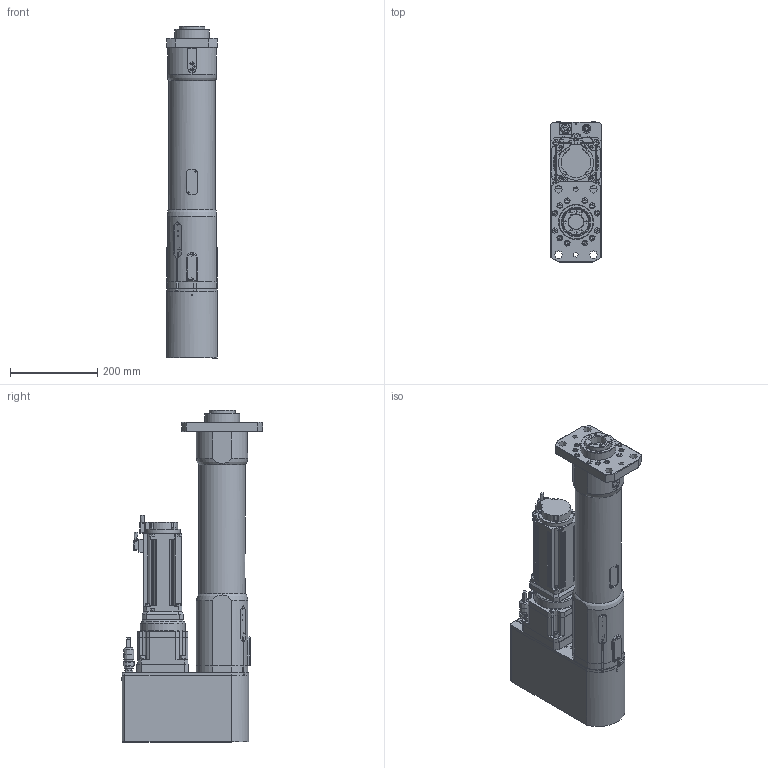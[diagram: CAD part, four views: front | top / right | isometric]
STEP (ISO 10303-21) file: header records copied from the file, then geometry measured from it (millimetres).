
FILE_DESCRIPTION(/* description */ (''),/* implementation_level */ '2;1');
FILE_NAME(/* name */ 'DPS-501R4H-20FB(DU-P236)_OUTLINE.stp',/* time_stamp */ '2014-10-31T11:33:23+09:00',/* author */ ('inoue'),/* organization */ (''),/* preprocessor_version */ 'ST-DEVELOPER v15.6',/* originating_system */ 'Autodesk Inventor 2015',/* authorisation */ '');
FILE_SCHEMA (('AUTOMOTIVE_DESIGN { 1 0 10303 214 3 1 1 }'));
Length unit declared in the file: millimetre
Products named in the file (3): DPS-501R4H-20FB_OUTLINE_BODY; DPS-501RM4H-20FB_OUTLINE_ﾗﾑｼﾞｸ; DPS-501R4H-20FB_OUTLINE
Bounding box: 115 x 323 x 760 mm (x, y, z)
Volume: 13719583 mm3; surface area: 848351.5 mm2
Topology: 3 solids, 3 shells, 1397 faces, 3528 edges, 2240 vertices
Faces by surface type: plane 750, cylinder 429, cone 105, torus 74, bspline 38, sphere 1
Full cylindrical faces by diameter (mm): 2.459 x2, 3.242 x4, 4 x1, 4.134 x1, 4.5 x4, 5 x2, 6 x3, 6.6 x4, 6.647 x12, 7 x4, 7.5 x4, 8 x8, 8.2 x1, 8.5 x5, 8.8 x4, 9 x4, 9.3 x1, 9.5 x2, 10 x5, 10.2 x1, 10.5 x1, 10.6 x1, 11 x1, 12 x3, 12.7 x1, 13 x16, 14 x14, 14.5 x1, 14.7 x1, 18 x5
Entity records: 44939 total; most frequent: CARTESIAN_POINT 11000, DIRECTION 6820, ORIENTED_EDGE 6488, EDGE_CURVE 3238, AXIS2_PLACEMENT_3D 2523, VERTEX_POINT 2179, EDGE_LOOP 1775, LINE 1774
